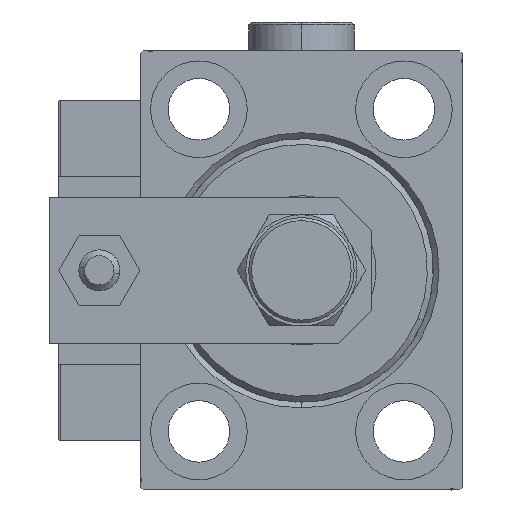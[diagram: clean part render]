
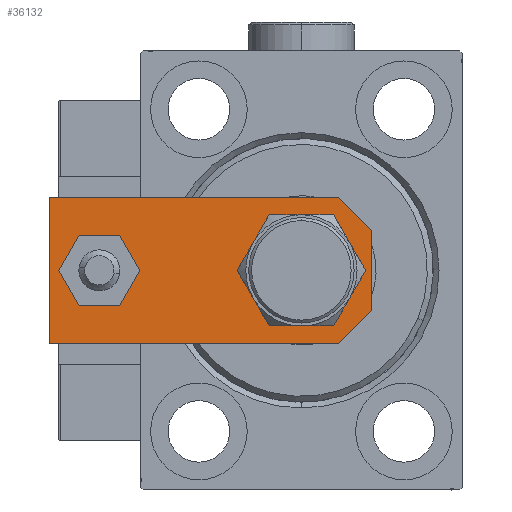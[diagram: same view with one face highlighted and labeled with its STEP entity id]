
A CAD part, left-side view. The second image highlights one B-rep face of the part: STEP entity #36132.
In plain terms, the highlighted face is planar.
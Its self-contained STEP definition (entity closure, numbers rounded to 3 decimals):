
#444 = DIRECTION ( 'NONE',  ( 1., 0., 0. ) ) ;
#567 = AXIS2_PLACEMENT_3D ( 'NONE', #43253, #2354, #30867 ) ;
#1238 = FACE_BOUND ( 'NONE', #6132, .T. ) ;
#1340 = CIRCLE ( 'NONE', #8243, 8.25 ) ;
#2354 = DIRECTION ( 'NONE',  ( 0., 0., 1. ) ) ;
#2456 = DIRECTION ( 'NONE',  ( 0., 0., 1. ) ) ;
#3060 = CARTESIAN_POINT ( 'NONE',  ( 4., 46.5, 6. ) ) ;
#3628 = VERTEX_POINT ( 'NONE', #28535 ) ;
#3713 = DIRECTION ( 'NONE',  ( 0.707, 0.707, 0. ) ) ;
#5745 = CARTESIAN_POINT ( 'NONE',  ( -8.25, 12., 6. ) ) ;
#5819 = LINE ( 'NONE', #38629, #11683 ) ;
#6132 = EDGE_LOOP ( 'NONE', ( #22492, #53124 ) ) ;
#6426 = EDGE_CURVE ( 'NONE', #39092, #23696, #38063, .T. ) ;
#6735 = CARTESIAN_POINT ( 'NONE',  ( -6.84, 0., 6. ) ) ;
#7378 = EDGE_CURVE ( 'NONE', #37570, #48544, #18338, .T. ) ;
#8243 = AXIS2_PLACEMENT_3D ( 'NONE', #29180, #28660, #21389 ) ;
#8330 = VERTEX_POINT ( 'NONE', #26470 ) ;
#8334 = ORIENTED_EDGE ( 'NONE', *, *, #19149, .T. ) ;
#8671 = CARTESIAN_POINT ( 'NONE',  ( -3.42, -3.42, 6. ) ) ;
#8742 = VERTEX_POINT ( 'NONE', #17264 ) ;
#9064 = DIRECTION ( 'NONE',  ( 0., 0., 1. ) ) ;
#10537 = CARTESIAN_POINT ( 'NONE',  ( 0., 46.5, 6. ) ) ;
#11028 = CARTESIAN_POINT ( 'NONE',  ( 6.84, 0., 6. ) ) ;
#11683 = VECTOR ( 'NONE', #21445, 1000. ) ;
#11735 = CARTESIAN_POINT ( 'NONE',  ( 0., 12., 6. ) ) ;
#12726 = VECTOR ( 'NONE', #3713, 1000. ) ;
#13224 = ORIENTED_EDGE ( 'NONE', *, *, #18652, .F. ) ;
#14561 = LINE ( 'NONE', #30694, #48148 ) ;
#14703 = ORIENTED_EDGE ( 'NONE', *, *, #20898, .T. ) ;
#15146 = EDGE_CURVE ( 'NONE', #23696, #39092, #1340, .T. ) ;
#16222 = EDGE_LOOP ( 'NONE', ( #29888, #8334, #39887, #14703, #35912, #44509 ) ) ;
#17247 = CARTESIAN_POINT ( 'NONE',  ( -4., 46.5, 6. ) ) ;
#17264 = CARTESIAN_POINT ( 'NONE',  ( -12.5, 5.66, 6. ) ) ;
#18338 = CIRCLE ( 'NONE', #36426, 4. ) ;
#18652 = EDGE_CURVE ( 'NONE', #48544, #37570, #46944, .T. ) ;
#18997 = CARTESIAN_POINT ( 'NONE',  ( 12.5, 0., 6. ) ) ;
#19149 = EDGE_CURVE ( 'NONE', #8742, #48618, #29106, .T. ) ;
#19795 = AXIS2_PLACEMENT_3D ( 'NONE', #42126, #9064, #444 ) ;
#20649 = VERTEX_POINT ( 'NONE', #26468 ) ;
#20898 = EDGE_CURVE ( 'NONE', #42935, #8330, #52389, .T. ) ;
#21389 = DIRECTION ( 'NONE',  ( 1., 0., 0. ) ) ;
#21445 = DIRECTION ( 'NONE',  ( 0., -1., 0. ) ) ;
#22492 = ORIENTED_EDGE ( 'NONE', *, *, #15146, .F. ) ;
#23050 = DIRECTION ( 'NONE',  ( 0., 0., 1. ) ) ;
#23696 = VERTEX_POINT ( 'NONE', #5745 ) ;
#23718 = DIRECTION ( 'NONE',  ( -1., 0., 0. ) ) ;
#23851 = DIRECTION ( 'NONE',  ( 0., 1., 0. ) ) ;
#25676 = ORIENTED_EDGE ( 'NONE', *, *, #7378, .F. ) ;
#25733 = FACE_OUTER_BOUND ( 'NONE', #16222, .T. ) ;
#26468 = CARTESIAN_POINT ( 'NONE',  ( -12.5, 55., 6. ) ) ;
#26470 = CARTESIAN_POINT ( 'NONE',  ( 12.5, 5.66, 6. ) ) ;
#27402 = CARTESIAN_POINT ( 'NONE',  ( -12.5, 0., 6. ) ) ;
#28535 = CARTESIAN_POINT ( 'NONE',  ( 12.5, 55., 6. ) ) ;
#28660 = DIRECTION ( 'NONE',  ( 0., 0., 1. ) ) ;
#29106 = LINE ( 'NONE', #8671, #33257 ) ;
#29180 = CARTESIAN_POINT ( 'NONE',  ( 0., 12., 6. ) ) ;
#29312 = CARTESIAN_POINT ( 'NONE',  ( 8.25, 12., 6. ) ) ;
#29888 = ORIENTED_EDGE ( 'NONE', *, *, #51980, .T. ) ;
#30694 = CARTESIAN_POINT ( 'NONE',  ( 12.5, 55., 6. ) ) ;
#30867 = DIRECTION ( 'NONE',  ( 1., 0., 0. ) ) ;
#33257 = VECTOR ( 'NONE', #33925, 1000. ) ;
#33925 = DIRECTION ( 'NONE',  ( 0.707, -0.707, 0. ) ) ;
#35459 = LINE ( 'NONE', #27402, #48535 ) ;
#35912 = ORIENTED_EDGE ( 'NONE', *, *, #37276, .T. ) ;
#36132 = ADVANCED_FACE ( 'NONE', ( #41866, #25733, #1238 ), #37311, .T. ) ;
#36426 = AXIS2_PLACEMENT_3D ( 'NONE', #10537, #2456, #51667 ) ;
#36905 = EDGE_CURVE ( 'NONE', #3628, #20649, #14561, .T. ) ;
#37276 = EDGE_CURVE ( 'NONE', #8330, #3628, #39709, .T. ) ;
#37311 = PLANE ( 'NONE',  #19795 ) ;
#37570 = VERTEX_POINT ( 'NONE', #3060 ) ;
#38063 = CIRCLE ( 'NONE', #48351, 8.25 ) ;
#38438 = EDGE_LOOP ( 'NONE', ( #13224, #25676 ) ) ;
#38629 = CARTESIAN_POINT ( 'NONE',  ( -12.5, 55., 6. ) ) ;
#39092 = VERTEX_POINT ( 'NONE', #29312 ) ;
#39443 = DIRECTION ( 'NONE',  ( 1., 0., 0. ) ) ;
#39709 = LINE ( 'NONE', #18997, #43862 ) ;
#39887 = ORIENTED_EDGE ( 'NONE', *, *, #50211, .T. ) ;
#40565 = CARTESIAN_POINT ( 'NONE',  ( 3.42, -3.42, 6. ) ) ;
#41866 = FACE_BOUND ( 'NONE', #38438, .T. ) ;
#42126 = CARTESIAN_POINT ( 'NONE',  ( 0., 0., 6. ) ) ;
#42935 = VERTEX_POINT ( 'NONE', #11028 ) ;
#43253 = CARTESIAN_POINT ( 'NONE',  ( 0., 46.5, 6. ) ) ;
#43862 = VECTOR ( 'NONE', #23851, 1000. ) ;
#44509 = ORIENTED_EDGE ( 'NONE', *, *, #36905, .T. ) ;
#46944 = CIRCLE ( 'NONE', #567, 4. ) ;
#47017 = DIRECTION ( 'NONE',  ( 1., 0., 0. ) ) ;
#48148 = VECTOR ( 'NONE', #23718, 1000. ) ;
#48351 = AXIS2_PLACEMENT_3D ( 'NONE', #11735, #23050, #39443 ) ;
#48535 = VECTOR ( 'NONE', #47017, 1000. ) ;
#48544 = VERTEX_POINT ( 'NONE', #17247 ) ;
#48618 = VERTEX_POINT ( 'NONE', #6735 ) ;
#50211 = EDGE_CURVE ( 'NONE', #48618, #42935, #35459, .T. ) ;
#51667 = DIRECTION ( 'NONE',  ( 1., 0., 0. ) ) ;
#51980 = EDGE_CURVE ( 'NONE', #20649, #8742, #5819, .T. ) ;
#52389 = LINE ( 'NONE', #40565, #12726 ) ;
#53124 = ORIENTED_EDGE ( 'NONE', *, *, #6426, .F. ) ;
